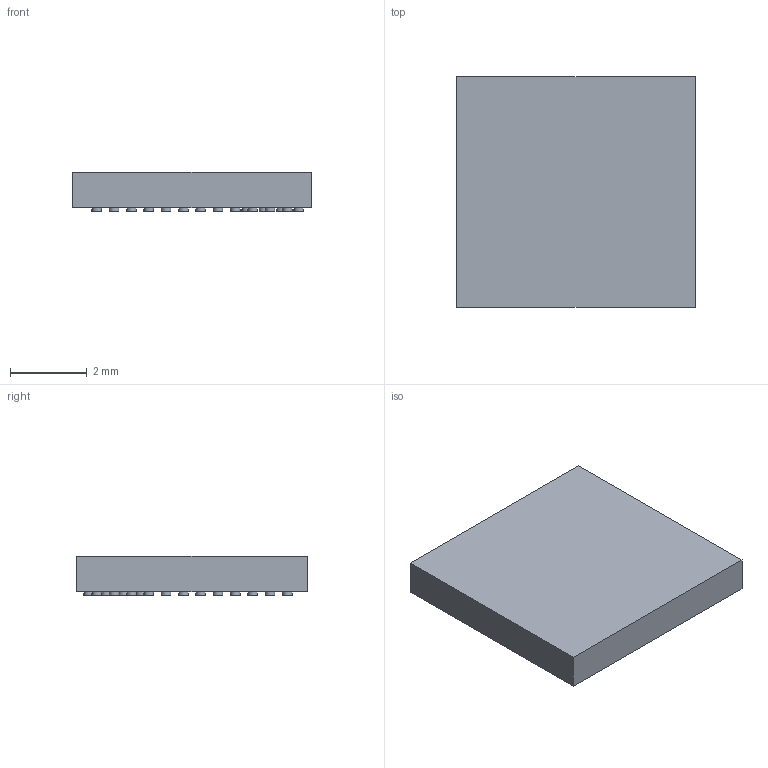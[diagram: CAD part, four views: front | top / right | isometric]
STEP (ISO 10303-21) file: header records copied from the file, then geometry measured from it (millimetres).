
FILE_DESCRIPTION(('FreeCAD Model'),'2;1');
FILE_NAME('16437870.4.1.stp','2023-08-03T03:53:26',( 'Author'),(''),'Open CASCADE STEP processor 6.9','FreeCAD','Unknown' );
FILE_SCHEMA(('AUTOMOTIVE_DESIGN { 1 0 10303 214 1 1 1 1 }'));
Length unit declared in the file: millimetre
Products named in the file (3): ASSEMBLY; Body; Pins
Assembly tree (2 placements, depth 2):
  ASSEMBLY
    Body
    Pins
Bounding box: 6.2 x 6 x 1.02 mm (x, y, z)
Volume: 34.9 mm3; surface area: 121.9 mm2
Topology: 143 solids, 143 shells, 432 faces, 438 edges, 292 vertices
Faces by surface type: plane 290, cylinder 142
Full cylindrical faces by diameter (mm): 0.25 x142
Entity records: 14713 total; most frequent: DIRECTION 2468, CARTESIAN_POINT 2041, ORIENTED_EDGE 876, PCURVE 876, DEFINITIONAL_REPRESENTATION 876, LINE 746, VECTOR 746, AXIS2_PLACEMENT_3D 719
